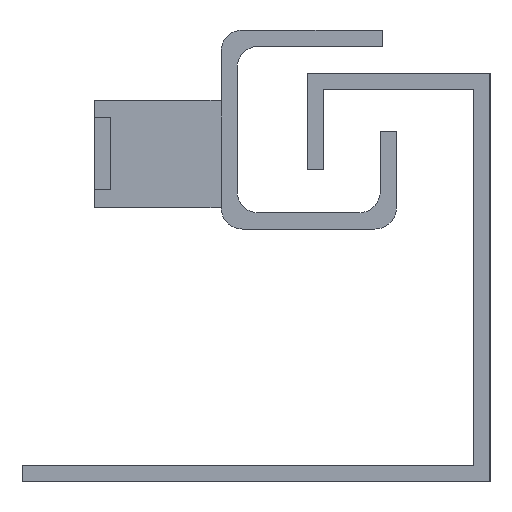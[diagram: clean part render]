
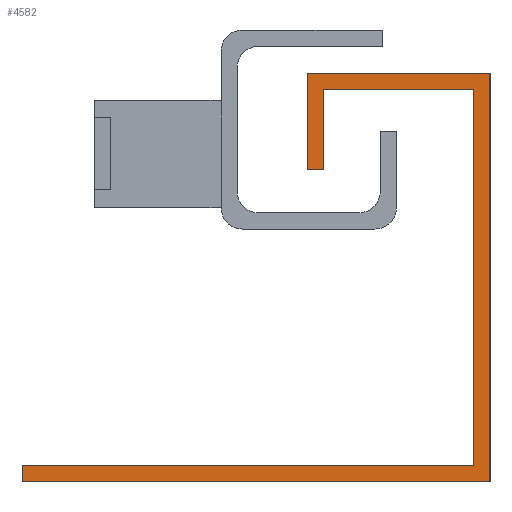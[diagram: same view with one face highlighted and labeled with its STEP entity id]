
A CAD part, left-side view. The second image highlights one B-rep face of the part: STEP entity #4582.
In plain terms, the highlighted planar face has unit normal (-1, 0, 0).
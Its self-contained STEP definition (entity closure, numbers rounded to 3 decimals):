
#56 = ORIENTED_EDGE ( 'NONE', *, *, #2014, .F. ) ;
#77 = CARTESIAN_POINT ( 'NONE',  ( 0., 0., 38. ) ) ;
#121 = LINE ( 'NONE', #4938, #1416 ) ;
#127 = CARTESIAN_POINT ( 'NONE',  ( 0., 17., 38. ) ) ;
#136 = DIRECTION ( 'NONE',  ( 0., -1., 0. ) ) ;
#232 = CARTESIAN_POINT ( 'NONE',  ( 0., 43.5, 0. ) ) ;
#347 = VECTOR ( 'NONE', #3727, 1000. ) ;
#454 = ORIENTED_EDGE ( 'NONE', *, *, #2756, .F. ) ;
#470 = CARTESIAN_POINT ( 'NONE',  ( 0., 0., 38. ) ) ;
#545 = CARTESIAN_POINT ( 'NONE',  ( 0., 17., 38. ) ) ;
#577 = LINE ( 'NONE', #4355, #4079 ) ;
#707 = ORIENTED_EDGE ( 'NONE', *, *, #1783, .F. ) ;
#756 = CARTESIAN_POINT ( 'NONE',  ( 0., 0., 0. ) ) ;
#808 = VERTEX_POINT ( 'NONE', #2923 ) ;
#1098 = DIRECTION ( 'NONE',  ( 1., 0., 0. ) ) ;
#1191 = LINE ( 'NONE', #4517, #2755 ) ;
#1238 = ORIENTED_EDGE ( 'NONE', *, *, #1860, .F. ) ;
#1246 = EDGE_CURVE ( 'NONE', #3108, #2020, #5604, .T. ) ;
#1309 = CARTESIAN_POINT ( 'NONE',  ( 0., 15.5, 36.5 ) ) ;
#1353 = VERTEX_POINT ( 'NONE', #470 ) ;
#1407 = CARTESIAN_POINT ( 'NONE',  ( 0., 17., 29. ) ) ;
#1416 = VECTOR ( 'NONE', #3876, 1000. ) ;
#1552 = CARTESIAN_POINT ( 'NONE',  ( 0., 1.5, 1.5 ) ) ;
#1658 = LINE ( 'NONE', #3556, #5375 ) ;
#1720 = DIRECTION ( 'NONE',  ( 0., 1., 0. ) ) ;
#1783 = EDGE_CURVE ( 'NONE', #2020, #808, #2797, .T. ) ;
#1860 = EDGE_CURVE ( 'NONE', #1353, #3108, #1949, .T. ) ;
#1949 = LINE ( 'NONE', #77, #5186 ) ;
#2014 = EDGE_CURVE ( 'NONE', #3349, #2949, #1658, .T. ) ;
#2020 = VERTEX_POINT ( 'NONE', #232 ) ;
#2059 = DIRECTION ( 'NONE',  ( 0., 0., 1. ) ) ;
#2170 = EDGE_LOOP ( 'NONE', ( #3335, #5656, #454, #2720, #4489, #56, #2777, #707, #4530, #1238 ) ) ;
#2204 = VECTOR ( 'NONE', #2059, 1000. ) ;
#2420 = DIRECTION ( 'NONE',  ( 0., 0., -1. ) ) ;
#2601 = CARTESIAN_POINT ( 'NONE',  ( 0., 17., 29. ) ) ;
#2692 = LINE ( 'NONE', #2601, #2204 ) ;
#2720 = ORIENTED_EDGE ( 'NONE', *, *, #5736, .F. ) ;
#2755 = VECTOR ( 'NONE', #1720, 1000. ) ;
#2756 = EDGE_CURVE ( 'NONE', #2971, #5301, #121, .T. ) ;
#2777 = ORIENTED_EDGE ( 'NONE', *, *, #4513, .F. ) ;
#2784 = DIRECTION ( 'NONE',  ( 0., 0., 1. ) ) ;
#2787 = LINE ( 'NONE', #1309, #5038 ) ;
#2797 = LINE ( 'NONE', #3219, #5177 ) ;
#2876 = DIRECTION ( 'NONE',  ( 0., -1., 0. ) ) ;
#2923 = CARTESIAN_POINT ( 'NONE',  ( 0., 43.5, 1.5 ) ) ;
#2949 = VERTEX_POINT ( 'NONE', #3285 ) ;
#2971 = VERTEX_POINT ( 'NONE', #5749 ) ;
#3108 = VERTEX_POINT ( 'NONE', #3407 ) ;
#3189 = VECTOR ( 'NONE', #2876, 1000. ) ;
#3219 = CARTESIAN_POINT ( 'NONE',  ( 0., 43.5, 0. ) ) ;
#3240 = DIRECTION ( 'NONE',  ( 0., 0., -1. ) ) ;
#3285 = CARTESIAN_POINT ( 'NONE',  ( 0., 1.5, 36.5 ) ) ;
#3335 = ORIENTED_EDGE ( 'NONE', *, *, #3773, .F. ) ;
#3349 = VERTEX_POINT ( 'NONE', #1552 ) ;
#3404 = DIRECTION ( 'NONE',  ( 0., 0., -1. ) ) ;
#3407 = CARTESIAN_POINT ( 'NONE',  ( 0., 0., 0. ) ) ;
#3477 = EDGE_CURVE ( 'NONE', #5301, #4559, #2692, .T. ) ;
#3489 = PLANE ( 'NONE',  #3578 ) ;
#3556 = CARTESIAN_POINT ( 'NONE',  ( 0., 1.5, 1.5 ) ) ;
#3578 = AXIS2_PLACEMENT_3D ( 'NONE', #5797, #1098, #2420 ) ;
#3638 = CARTESIAN_POINT ( 'NONE',  ( 0., 15.5, 36.5 ) ) ;
#3727 = DIRECTION ( 'NONE',  ( 0., 1., 0. ) ) ;
#3773 = EDGE_CURVE ( 'NONE', #4559, #1353, #5292, .T. ) ;
#3876 = DIRECTION ( 'NONE',  ( 0., 1., 0. ) ) ;
#3893 = FACE_OUTER_BOUND ( 'NONE', #2170, .T. ) ;
#4079 = VECTOR ( 'NONE', #136, 1000. ) ;
#4178 = DIRECTION ( 'NONE',  ( 0., 0., 1. ) ) ;
#4355 = CARTESIAN_POINT ( 'NONE',  ( 0., 43.5, 1.5 ) ) ;
#4489 = ORIENTED_EDGE ( 'NONE', *, *, #5621, .F. ) ;
#4513 = EDGE_CURVE ( 'NONE', #808, #3349, #577, .T. ) ;
#4517 = CARTESIAN_POINT ( 'NONE',  ( 0., 1.5, 36.5 ) ) ;
#4530 = ORIENTED_EDGE ( 'NONE', *, *, #1246, .F. ) ;
#4559 = VERTEX_POINT ( 'NONE', #545 ) ;
#4582 = ADVANCED_FACE ( 'NONE', ( #3893 ), #3489, .F. ) ;
#4938 = CARTESIAN_POINT ( 'NONE',  ( 0., 15.5, 29. ) ) ;
#5038 = VECTOR ( 'NONE', #3240, 1000. ) ;
#5177 = VECTOR ( 'NONE', #4178, 1000. ) ;
#5186 = VECTOR ( 'NONE', #3404, 1000. ) ;
#5292 = LINE ( 'NONE', #127, #3189 ) ;
#5301 = VERTEX_POINT ( 'NONE', #1407 ) ;
#5375 = VECTOR ( 'NONE', #2784, 1000. ) ;
#5604 = LINE ( 'NONE', #756, #347 ) ;
#5621 = EDGE_CURVE ( 'NONE', #2949, #6150, #1191, .T. ) ;
#5656 = ORIENTED_EDGE ( 'NONE', *, *, #3477, .F. ) ;
#5736 = EDGE_CURVE ( 'NONE', #6150, #2971, #2787, .T. ) ;
#5749 = CARTESIAN_POINT ( 'NONE',  ( 0., 15.5, 29. ) ) ;
#5797 = CARTESIAN_POINT ( 'NONE',  ( 0., 0., 0. ) ) ;
#6150 = VERTEX_POINT ( 'NONE', #3638 ) ;
